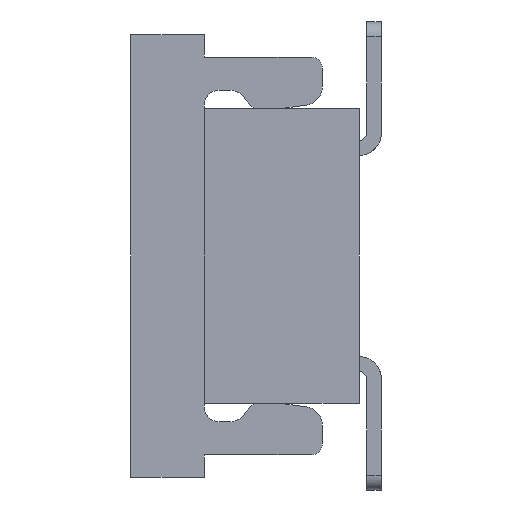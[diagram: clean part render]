
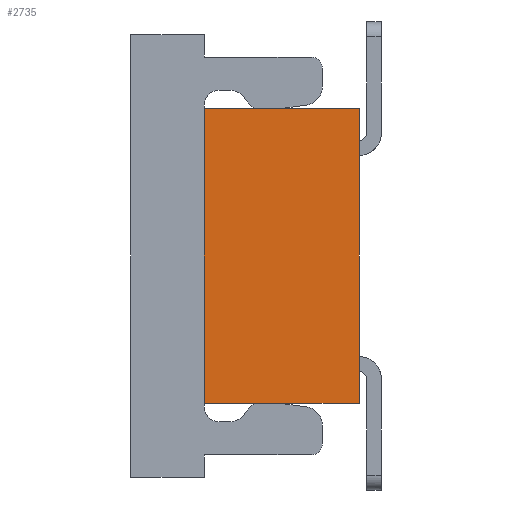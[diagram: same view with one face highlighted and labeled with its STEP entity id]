
A CAD part, left-side view. The second image highlights one B-rep face of the part: STEP entity #2735.
In plain terms, the highlighted planar face has unit normal (-1, 0, 0).
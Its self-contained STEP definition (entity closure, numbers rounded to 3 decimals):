
#1255=CARTESIAN_POINT('',(-14.,3.2,-4.));
#1256=VERTEX_POINT('',#1255);
#1289=CARTESIAN_POINT('',(-14.,1.1,-4.));
#1290=VERTEX_POINT('',#1289);
#1300=CARTESIAN_POINT('',(-14.,3.2,-4.));
#1301=CARTESIAN_POINT('',(-14.,2.78,-4.));
#1302=CARTESIAN_POINT('',(-14.,2.36,-4.));
#1303=CARTESIAN_POINT('',(-14.,1.94,-4.));
#1304=CARTESIAN_POINT('',(-14.,1.52,-4.));
#1305=CARTESIAN_POINT('',(-14.,1.1,-4.));
#1306=B_SPLINE_CURVE_WITH_KNOTS('',5,(#1300,#1301,#1302,#1303,#1304,#1305),.UNSPECIFIED.,.F.,.U.,(6,6),(0.,2.1),.UNSPECIFIED.);
#1307=EDGE_CURVE('',#1256,#1290,#1306,.T.);
#1323=CARTESIAN_POINT('',(-14.,3.2,0.));
#1324=VERTEX_POINT('',#1323);
#1400=CARTESIAN_POINT('',(-14.,3.2,0.));
#1401=CARTESIAN_POINT('',(-14.,3.2,-0.8));
#1402=CARTESIAN_POINT('',(-14.,3.2,-1.6));
#1403=CARTESIAN_POINT('',(-14.,3.2,-2.4));
#1404=CARTESIAN_POINT('',(-14.,3.2,-3.2));
#1405=CARTESIAN_POINT('',(-14.,3.2,-4.));
#1406=B_SPLINE_CURVE_WITH_KNOTS('',5,(#1400,#1401,#1402,#1403,#1404,#1405),.UNSPECIFIED.,.F.,.U.,(6,6),(0.,4.),.UNSPECIFIED.);
#1407=EDGE_CURVE('',#1324,#1256,#1406,.T.);
#1603=CARTESIAN_POINT('',(-14.,1.1,0.));
#1604=VERTEX_POINT('',#1603);
#1636=CARTESIAN_POINT('',(-14.,3.2,0.));
#1637=CARTESIAN_POINT('',(-14.,2.78,0.));
#1638=CARTESIAN_POINT('',(-14.,2.36,0.));
#1639=CARTESIAN_POINT('',(-14.,1.94,0.));
#1640=CARTESIAN_POINT('',(-14.,1.52,0.));
#1641=CARTESIAN_POINT('',(-14.,1.1,0.));
#1642=B_SPLINE_CURVE_WITH_KNOTS('',5,(#1636,#1637,#1638,#1639,#1640,#1641),.UNSPECIFIED.,.F.,.U.,(6,6),(0.,2.1),.UNSPECIFIED.);
#1643=EDGE_CURVE('',#1324,#1604,#1642,.T.);
#1969=CARTESIAN_POINT('',(-14.,1.1,-3.725));
#1970=VERTEX_POINT('',#1969);
#1971=CARTESIAN_POINT('',(-14.,1.1,-4.));
#1972=CARTESIAN_POINT('',(-14.,1.1,-3.945));
#1973=CARTESIAN_POINT('',(-14.,1.1,-3.89));
#1974=CARTESIAN_POINT('',(-14.,1.1,-3.835));
#1975=CARTESIAN_POINT('',(-14.,1.1,-3.78));
#1976=CARTESIAN_POINT('',(-14.,1.1,-3.725));
#1977=B_SPLINE_CURVE_WITH_KNOTS('',5,(#1971,#1972,#1973,#1974,#1975,#1976),.UNSPECIFIED.,.F.,.U.,(6,6),(0.,0.275),.UNSPECIFIED.);
#1978=EDGE_CURVE('',#1290,#1970,#1977,.T.);
#1980=CARTESIAN_POINT('',(-14.,1.1,-0.275));
#1981=VERTEX_POINT('',#1980);
#1982=CARTESIAN_POINT('',(-14.,1.1,-0.275));
#1983=DIRECTION('',(0.,0.,-1.));
#1984=VECTOR('',#1983,3.45);
#1985=LINE('',#1982,#1984);
#1986=EDGE_CURVE('',#1981,#1970,#1985,.T.);
#1988=CARTESIAN_POINT('',(-14.,1.1,-0.275));
#1989=CARTESIAN_POINT('',(-14.,1.1,-0.22));
#1990=CARTESIAN_POINT('',(-14.,1.1,-0.165));
#1991=CARTESIAN_POINT('',(-14.,1.1,-0.11));
#1992=CARTESIAN_POINT('',(-14.,1.1,-0.055));
#1993=CARTESIAN_POINT('',(-14.,1.1,0.));
#1994=B_SPLINE_CURVE_WITH_KNOTS('',5,(#1988,#1989,#1990,#1991,#1992,#1993),.UNSPECIFIED.,.F.,.U.,(6,6),(0.,0.275),.UNSPECIFIED.);
#1995=EDGE_CURVE('',#1981,#1604,#1994,.T.);
#2722=CARTESIAN_POINT('',(-14.,3.1,-2.));
#2723=DIRECTION('',(0.,0.,1.));
#2724=DIRECTION('',(-1.,0.,0.));
#2725=AXIS2_PLACEMENT_3D('',#2722,#2724,#2723);
#2726=PLANE('',#2725);
#2727=ORIENTED_EDGE('',*,*,#1978,.T.);
#2728=ORIENTED_EDGE('',*,*,#1986,.F.);
#2729=ORIENTED_EDGE('',*,*,#1995,.T.);
#2730=ORIENTED_EDGE('',*,*,#1643,.F.);
#2731=ORIENTED_EDGE('',*,*,#1407,.T.);
#2732=ORIENTED_EDGE('',*,*,#1307,.T.);
#2733=EDGE_LOOP('',(#2727,#2728,#2729,#2730,#2731,#2732));
#2734=FACE_OUTER_BOUND('',#2733,.T.);
#2735=ADVANCED_FACE('',(#2734),#2726,.T.);
